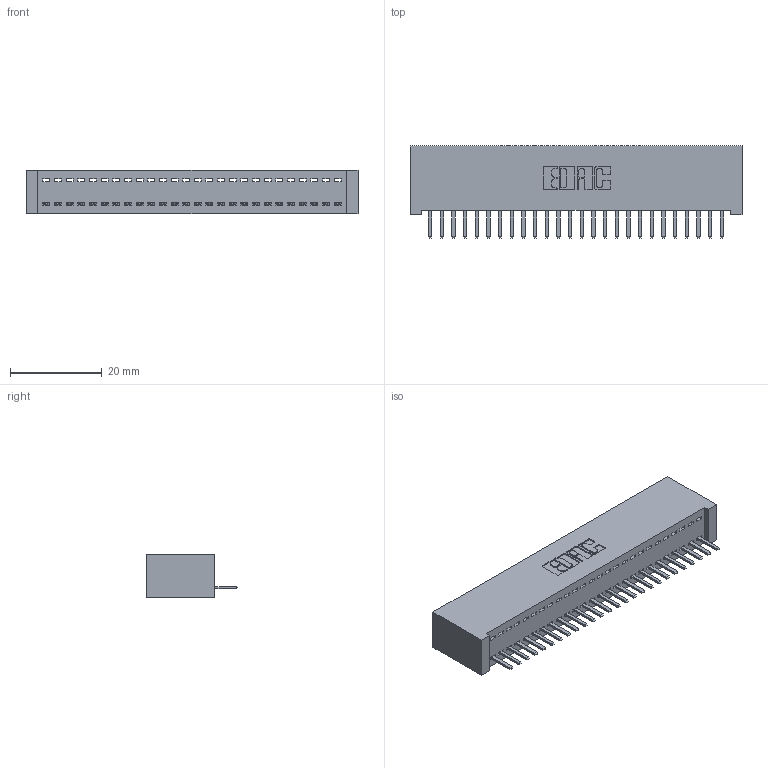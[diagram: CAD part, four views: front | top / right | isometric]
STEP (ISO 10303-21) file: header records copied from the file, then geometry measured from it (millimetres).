
FILE_DESCRIPTION (( 'STEP AP203' ), '1' );
FILE_NAME ('342-026-520-101.STEP', '2018-08-11T03:57:36', ( '' ), ( '' ), 'SwSTEP 2.0', 'SolidWorks 2016', '' );
FILE_SCHEMA (( 'CONFIG_CONTROL_DESIGN' ));
Length unit declared in the file: inch
Products named in the file (3): 342-026-520-101; 342 Part_Lugless; 345-292-001_345-293-120
Assembly tree (27 placements, depth 2):
  342-026-520-101
    342 Part_Lugless
    345-292-001_345-293-120  x26
Bounding box: 72.29 x 20.02 x 9.4 mm (x, y, z)
Volume: 6613.5 mm3; surface area: 9497 mm2
Topology: 27 solids, 27 shells, 1714 faces, 5059 edges, 3302 vertices
Faces by surface type: plane 1206, cylinder 508
Entity records: 17669 total; most frequent: CARTESIAN_POINT 3068, ORIENTED_EDGE 3018, DIRECTION 2601, EDGE_CURVE 1509, LINE 1385, VECTOR 1385, VERTEX_POINT 1002, AXIS2_PLACEMENT_3D 608
